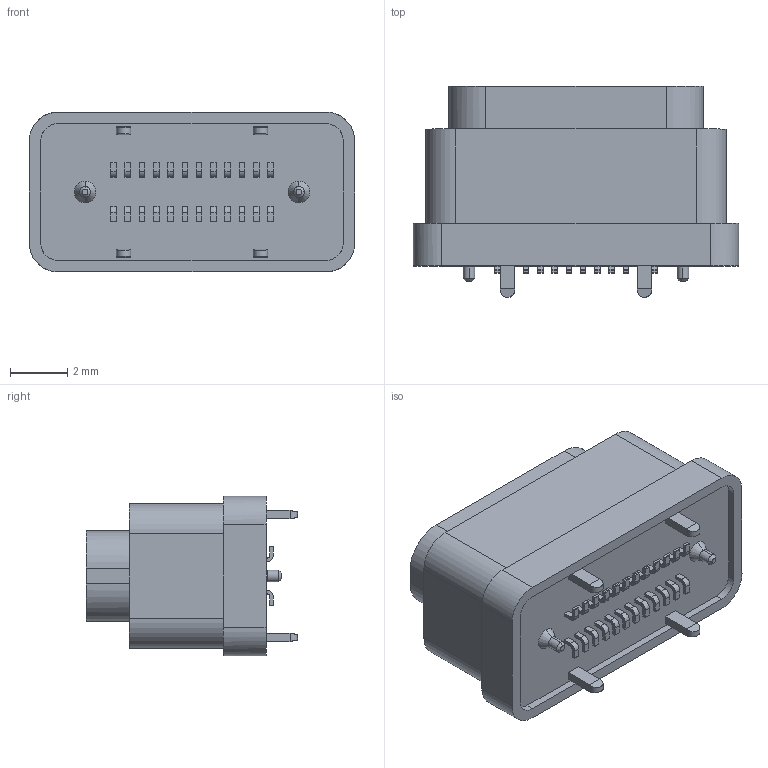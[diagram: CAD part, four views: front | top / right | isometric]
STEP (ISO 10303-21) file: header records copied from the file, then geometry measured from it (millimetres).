
FILE_DESCRIPTION(('STEP AP203'),'1');
FILE_NAME('usb4725-03-c.stp','2025-01-21T05:16:12',('TraceParts'),('TraceParts S.A.'),'Spatial InterOp 3D',' ',' ');
FILE_SCHEMA(('CONFIG_CONTROL_DESIGN'));
Length unit declared in the file: millimetre
Products named in the file (1): 1
Bounding box: 11.4 x 7.4 x 5.6 mm (x, y, z)
Volume: 222.6 mm3; surface area: 701.9 mm2
Topology: 1 solids, 1 shells, 1063 faces, 2923 edges, 1878 vertices
Faces by surface type: plane 812, cylinder 188, cone 40, bspline 16, torus 7
Entity records: 34096 total; most frequent: CARTESIAN_POINT 7785, ORIENTED_EDGE 5844, DIRECTION 4869, EDGE_CURVE 2922, LINE 2245, VECTOR 2245, VERTEX_POINT 1878, AXIS2_PLACEMENT_3D 1312
